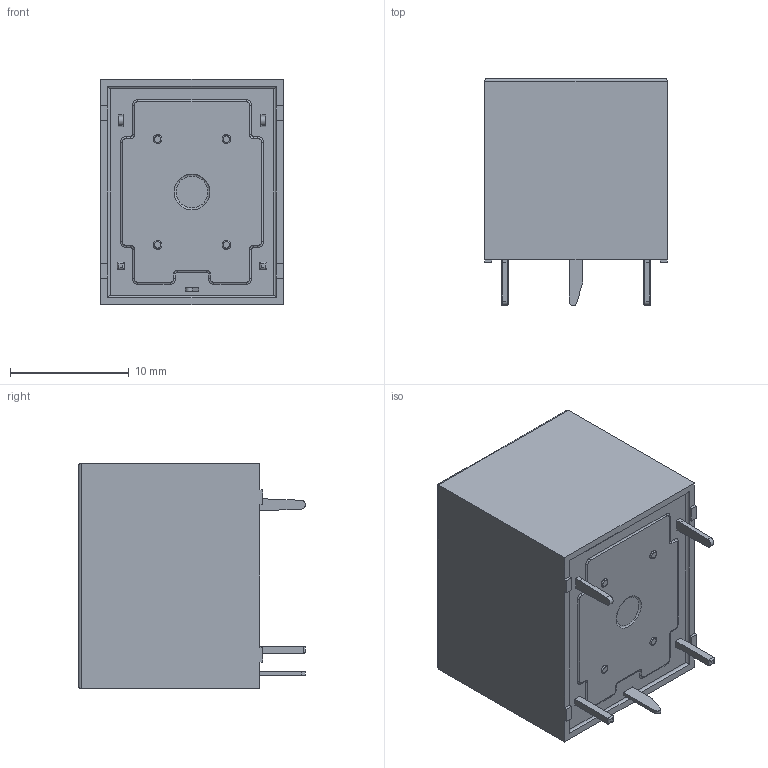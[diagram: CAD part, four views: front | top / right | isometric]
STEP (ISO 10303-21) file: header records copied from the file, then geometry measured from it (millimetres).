
FILE_DESCRIPTION(/* description */ (''),/* implementation_level */ '2;1');
FILE_NAME(/* name */ 'J1071C.stp',/* time_stamp */ '2023-08-28T08:54:51-05:00',/* author */ ('cnher'),/* organization */ (''),/* preprocessor_version */ 'ST-DEVELOPER v19',/* originating_system */ 'Autodesk Inventor 2023',/* authorisation */ '');
FILE_SCHEMA (('AUTOMOTIVE_DESIGN { 1 0 10303 214 3 1 1 }'));
Length unit declared in the file: millimetre
Products named in the file (5): J1071C; J107_Common Terminal; J107_Body; J107_Contact Terminal; J107_Coil Terminal
Assembly tree (6 placements, depth 2):
  J1071C
    J107_Contact Terminal  x2
    J107_Common Terminal
    J107_Coil Terminal  x2
    J107_Body
Bounding box: 15.4 x 19.1 x 19 mm (x, y, z)
Volume: 4425 mm3; surface area: 1705.3 mm2
Topology: 6 solids, 6 shells, 157 faces, 375 edges, 242 vertices
Faces by surface type: plane 94, cylinder 41, torus 16, bspline 6
Full cylindrical faces by diameter (mm): 1.25 x1
Entity records: 4411 total; most frequent: CARTESIAN_POINT 753, DIRECTION 731, ORIENTED_EDGE 674, EDGE_CURVE 337, AXIS2_PLACEMENT_3D 250, LINE 231, VECTOR 231, VERTEX_POINT 218
